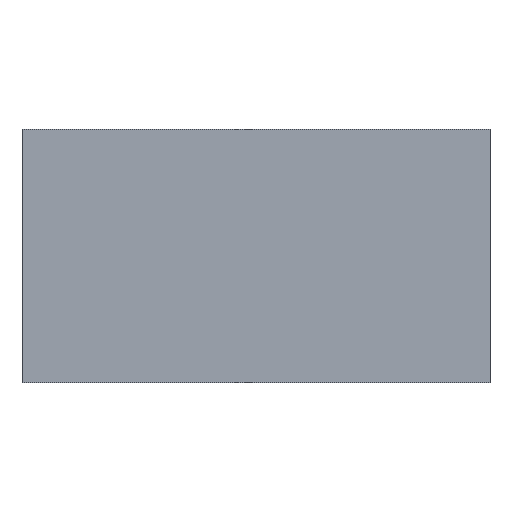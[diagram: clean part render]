
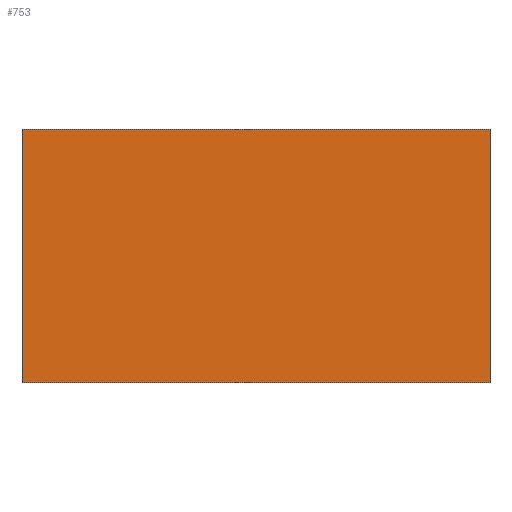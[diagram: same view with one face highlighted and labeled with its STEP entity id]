
A CAD part, front view. The second image highlights one B-rep face of the part: STEP entity #753.
In plain terms, the highlighted planar face has unit normal (0, -1, 0).
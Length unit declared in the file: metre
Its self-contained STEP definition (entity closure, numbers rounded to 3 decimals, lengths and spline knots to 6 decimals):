
#73=ORIENTED_EDGE('',*,*,#257,.T.);
#74=ORIENTED_EDGE('',*,*,#258,.F.);
#75=ORIENTED_EDGE('',*,*,#259,.F.);
#76=ORIENTED_EDGE('',*,*,#260,.F.);
#257=EDGE_CURVE('',#349,#350,#417,.T.);
#258=EDGE_CURVE('',#351,#350,#418,.T.);
#259=EDGE_CURVE('',#352,#351,#419,.T.);
#260=EDGE_CURVE('',#349,#352,#420,.T.);
#349=VERTEX_POINT('',#1171);
#350=VERTEX_POINT('',#1172);
#351=VERTEX_POINT('',#1174);
#352=VERTEX_POINT('',#1176);
#417=LINE('',#1170,#477);
#418=LINE('',#1173,#478);
#419=LINE('',#1175,#479);
#420=LINE('',#1177,#480);
#477=VECTOR('',#930,1.);
#478=VECTOR('',#931,1.);
#479=VECTOR('',#932,1.);
#480=VECTOR('',#933,1.);
#535=EDGE_LOOP('',(#73,#74,#75,#76));
#627=FACE_BOUND('',#535,.T.);
#715=PLANE('',#825);
#753=ADVANCED_FACE('',(#627),#715,.T.);
#825=AXIS2_PLACEMENT_3D('',#1169,#928,#929);
#928=DIRECTION('',(0.,-1.,0.));
#929=DIRECTION('',(1.,0.,0.));
#930=DIRECTION('',(-1.,0.,0.));
#931=DIRECTION('',(0.,0.,1.));
#932=DIRECTION('',(-1.,0.,0.));
#933=DIRECTION('',(0.,0.,-1.));
#1169=CARTESIAN_POINT('',(0.02,0.08,0.043333));
#1170=CARTESIAN_POINT('',(0.03,0.08,0.065));
#1171=CARTESIAN_POINT('',(0.06,0.08,0.065));
#1172=CARTESIAN_POINT('',(-0.06,0.08,0.065));
#1173=CARTESIAN_POINT('',(-0.06,0.08,0.065));
#1174=CARTESIAN_POINT('',(-0.06,0.08,0.));
#1175=CARTESIAN_POINT('',(0.03,0.08,0.));
#1176=CARTESIAN_POINT('',(0.06,0.08,0.));
#1177=CARTESIAN_POINT('',(0.06,0.08,0.065));
